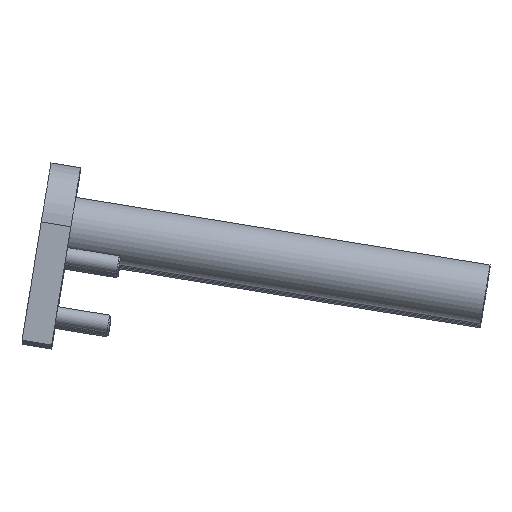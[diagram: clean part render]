
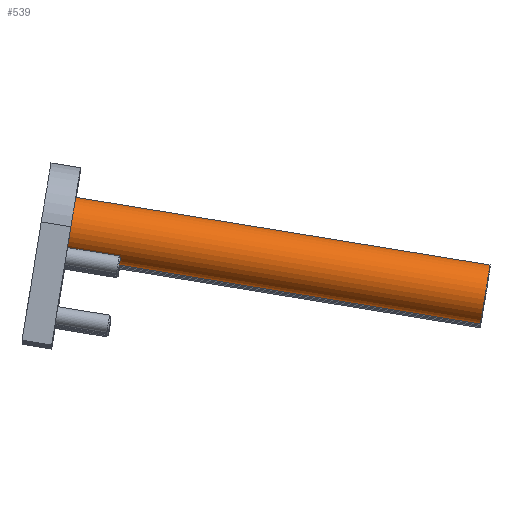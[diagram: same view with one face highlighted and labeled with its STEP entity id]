
A CAD part, top view. The second image highlights one B-rep face of the part: STEP entity #539.
In plain terms, the highlighted cylindrical face has radius 5 mm (diameter 10 mm), a full revolution.
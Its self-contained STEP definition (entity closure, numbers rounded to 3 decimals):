
#489=CARTESIAN_POINT('',(0.,0.,-5.));
#490=DIRECTION('',(1.,0.,0.));
#491=DIRECTION('',(0.,0.,-1.));
#492=AXIS2_PLACEMENT_3D('',#489,#491,#490);
#493=CYLINDRICAL_SURFACE('',#492,5.);
#494=CARTESIAN_POINT('',(-5.,0.,-75.));
#495=VERTEX_POINT('',#494);
#496=CARTESIAN_POINT('',(5.,0.,-75.));
#497=VERTEX_POINT('',#496);
#498=CARTESIAN_POINT('',(0.,0.,-75.));
#499=DIRECTION('',(-1.,0.,0.));
#500=DIRECTION('',(-0.,0.,1.));
#501=AXIS2_PLACEMENT_3D('',#498,#500,#499);
#502=CIRCLE('',#501,5.);
#503=EDGE_CURVE('',#495,#497,#502,.T.);
#504=ORIENTED_EDGE('E39',*,*,#503,.T.);
#505=CARTESIAN_POINT('',(5.,0.,-5.));
#506=VERTEX_POINT('',#505);
#507=CARTESIAN_POINT('',(5.,0.,-75.));
#508=DIRECTION('',(0.,0.,1.));
#509=VECTOR('',#508,70.);
#510=LINE('',#507,#509);
#511=EDGE_CURVE('',#497,#506,#510,.T.);
#512=ORIENTED_EDGE('E40',*,*,#511,.T.);
#513=CARTESIAN_POINT('',(-5.,0.,-5.));
#514=VERTEX_POINT('',#513);
#515=CARTESIAN_POINT('',(0.,0.,-5.));
#516=DIRECTION('',(1.,0.,0.));
#517=DIRECTION('',(-0.,0.,-1.));
#518=AXIS2_PLACEMENT_3D('',#515,#517,#516);
#519=CIRCLE('',#518,5.);
#520=EDGE_CURVE('',#506,#514,#519,.T.);
#521=ORIENTED_EDGE('E41',*,*,#520,.T.);
#522=CARTESIAN_POINT('',(0.,0.,-5.));
#523=DIRECTION('',(-1.,0.,0.));
#524=DIRECTION('',(0.,0.,-1.));
#525=AXIS2_PLACEMENT_3D('',#522,#524,#523);
#526=CIRCLE('',#525,5.);
#527=EDGE_CURVE('',#514,#506,#526,.T.);
#528=ORIENTED_EDGE('E42',*,*,#527,.T.);
#529=ORIENTED_EDGE('E42',*,*,#511,.F.);
#530=CARTESIAN_POINT('',(0.,0.,-75.));
#531=DIRECTION('',(1.,0.,0.));
#532=DIRECTION('',(0.,0.,1.));
#533=AXIS2_PLACEMENT_3D('',#530,#532,#531);
#534=CIRCLE('',#533,5.);
#535=EDGE_CURVE('',#497,#495,#534,.T.);
#536=ORIENTED_EDGE('E43',*,*,#535,.T.);
#537=EDGE_LOOP('',(#504,#512,#521,#528,#529,#536));
#538=FACE_OUTER_BOUND('',#537,.T.);
#539=ADVANCED_FACE('F10',(#538),#493,.T.);
